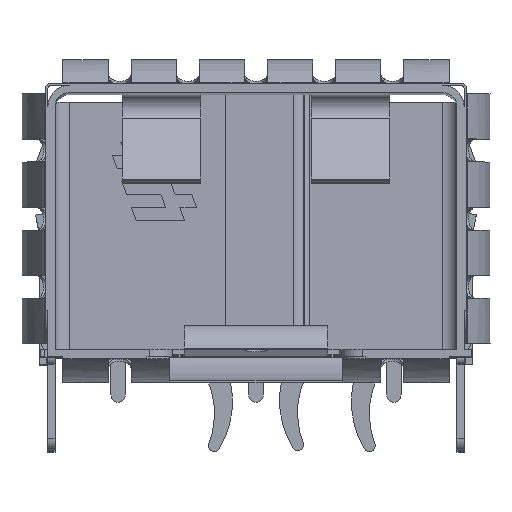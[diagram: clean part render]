
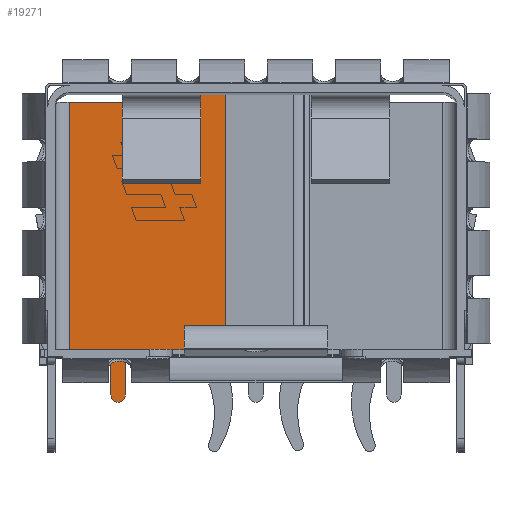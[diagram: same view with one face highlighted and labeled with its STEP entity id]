
A CAD part, top view. The second image highlights one B-rep face of the part: STEP entity #19271.
In plain terms, the highlighted planar face has unit normal (0, 0, 1).
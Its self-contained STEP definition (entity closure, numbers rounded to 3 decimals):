
#2499=DIRECTION('',(-1.,0.,0.));
#2500=VECTOR('',#2499,3.58);
#2501=CARTESIAN_POINT('',(-1.06,4.725,-48.45));
#2502=LINE('',#2501,#2500);
#2898=DIRECTION('',(-1.,0.,0.));
#2899=VECTOR('',#2898,3.19);
#2900=CARTESIAN_POINT('',(-1.06,-4.475,-48.45));
#2901=LINE('',#2900,#2899);
#2979=DIRECTION('',(-1.,0.,0.));
#2980=VECTOR('',#2979,1.15);
#2981=CARTESIAN_POINT('',(-5.35,-4.475,-48.45));
#2982=LINE('',#2981,#2980);
#6348=DIRECTION('',(-1.,0.,0.));
#6349=VECTOR('',#6348,1.86);
#6350=CARTESIAN_POINT('',(-4.64,4.225,-48.45));
#6351=LINE('',#6350,#6349);
#6482=DIRECTION('',(0.,-1.,0.));
#6483=VECTOR('',#6482,8.7);
#6484=CARTESIAN_POINT('',(-6.5,4.225,-48.45));
#6485=LINE('',#6484,#6483);
#6486=DIRECTION('',(0.,1.,0.));
#6487=VECTOR('',#6486,0.5);
#6488=CARTESIAN_POINT('',(-4.64,4.225,-48.45));
#6489=LINE('',#6488,#6487);
#6490=DIRECTION('',(0.,-1.,0.));
#6491=VECTOR('',#6490,9.2);
#6492=CARTESIAN_POINT('',(-1.06,4.725,-48.45));
#6493=LINE('',#6492,#6491);
#6509=CARTESIAN_POINT('',(-4.25,-4.775,-48.45));
#6510=DIRECTION('',(0.,0.,-1.));
#6511=DIRECTION('',(-1.,0.,0.));
#6512=AXIS2_PLACEMENT_3D('',#6509,#6510,#6511);
#6518=DIRECTION('',(0.,-1.,0.));
#6519=VECTOR('',#6518,1.2);
#6520=CARTESIAN_POINT('',(-4.55,-4.775,-48.45));
#6521=LINE('',#6520,#6519);
#6531=CARTESIAN_POINT('',(-4.8,-5.975,-48.45));
#6532=DIRECTION('',(0.,0.,-1.));
#6533=DIRECTION('',(1.,0.,0.));
#6534=AXIS2_PLACEMENT_3D('',#6531,#6532,#6533);
#6544=DIRECTION('',(0.,1.,0.));
#6545=VECTOR('',#6544,1.2);
#6546=CARTESIAN_POINT('',(-5.05,-5.975,-48.45));
#6547=LINE('',#6546,#6545);
#6557=CARTESIAN_POINT('',(-5.35,-4.775,-48.45));
#6558=DIRECTION('',(0.,0.,-1.));
#6559=DIRECTION('',(0.,1.,0.));
#6560=AXIS2_PLACEMENT_3D('',#6557,#6558,#6559);
#11781=CARTESIAN_POINT('',(-1.06,-4.475,-48.45));
#11783=VERTEX_POINT('',#11781);
#11784=CARTESIAN_POINT('',(-4.25,-4.475,-48.45));
#11785=VERTEX_POINT('',#11784);
#11895=CARTESIAN_POINT('',(-6.5,4.225,-48.45));
#11897=VERTEX_POINT('',#11895);
#11898=CARTESIAN_POINT('',(-6.5,-4.475,-48.45));
#11900=VERTEX_POINT('',#11898);
#11910=CARTESIAN_POINT('',(-5.35,-4.475,-48.45));
#11911=VERTEX_POINT('',#11910);
#12058=CARTESIAN_POINT('',(-5.05,-4.775,-48.45));
#12059=VERTEX_POINT('',#12058);
#12062=CARTESIAN_POINT('',(-4.55,-4.775,-48.45));
#12063=VERTEX_POINT('',#12062);
#12066=CARTESIAN_POINT('',(-4.55,-5.975,-48.45));
#12067=VERTEX_POINT('',#12066);
#12070=CARTESIAN_POINT('',(-5.05,-5.975,-48.45));
#12071=VERTEX_POINT('',#12070);
#12546=CARTESIAN_POINT('',(-1.06,4.725,-48.45));
#12547=VERTEX_POINT('',#12546);
#12548=CARTESIAN_POINT('',(-4.64,4.725,-48.45));
#12549=VERTEX_POINT('',#12548);
#12552=CARTESIAN_POINT('',(-4.64,4.225,-48.45));
#12554=VERTEX_POINT('',#12552);
#19245=CARTESIAN_POINT('',(-1.06,4.225,-48.45));
#19246=DIRECTION('',(0.,0.,-1.));
#19247=DIRECTION('',(-1.,0.,0.));
#19248=AXIS2_PLACEMENT_3D('',#19245,#19246,#19247);
#19249=PLANE('',#19248);
#19250=ORIENTED_EDGE('',*,*,#15262,.T.);
#19252=ORIENTED_EDGE('',*,*,#19251,.F.);
#19253=ORIENTED_EDGE('',*,*,#18938,.F.);
#19255=ORIENTED_EDGE('',*,*,#19254,.T.);
#19256=ORIENTED_EDGE('',*,*,#14871,.F.);
#19257=ORIENTED_EDGE('',*,*,#19239,.T.);
#19258=ORIENTED_EDGE('',*,*,#15215,.T.);
#19260=ORIENTED_EDGE('',*,*,#19259,.F.);
#19262=ORIENTED_EDGE('',*,*,#19261,.T.);
#19264=ORIENTED_EDGE('',*,*,#19263,.T.);
#19266=ORIENTED_EDGE('',*,*,#19265,.T.);
#19268=ORIENTED_EDGE('',*,*,#19267,.F.);
#19269=EDGE_LOOP('',(#19250,#19252,#19253,#19255,#19256,#19257,#19258,#19260,
#19262,#19264,#19266,#19268));
#19270=FACE_OUTER_BOUND('',#19269,.F.);
#19271=ADVANCED_FACE('',(#19270),#19249,.F.);
#6513=CIRCLE('',#6512,0.3);
#6535=CIRCLE('',#6534,0.25);
#6561=CIRCLE('',#6560,0.3);
#14871=EDGE_CURVE('',#12547,#12549,#2502,.T.);
#15215=EDGE_CURVE('',#11783,#11785,#2901,.T.);
#15262=EDGE_CURVE('',#11911,#11900,#2982,.T.);
#18938=EDGE_CURVE('',#12554,#11897,#6351,.T.);
#19239=EDGE_CURVE('',#12547,#11783,#6493,.T.);
#19251=EDGE_CURVE('',#11897,#11900,#6485,.T.);
#19254=EDGE_CURVE('',#12554,#12549,#6489,.T.);
#19259=EDGE_CURVE('',#12063,#11785,#6513,.T.);
#19261=EDGE_CURVE('',#12063,#12067,#6521,.T.);
#19263=EDGE_CURVE('',#12067,#12071,#6535,.T.);
#19265=EDGE_CURVE('',#12071,#12059,#6547,.T.);
#19267=EDGE_CURVE('',#11911,#12059,#6561,.T.);
